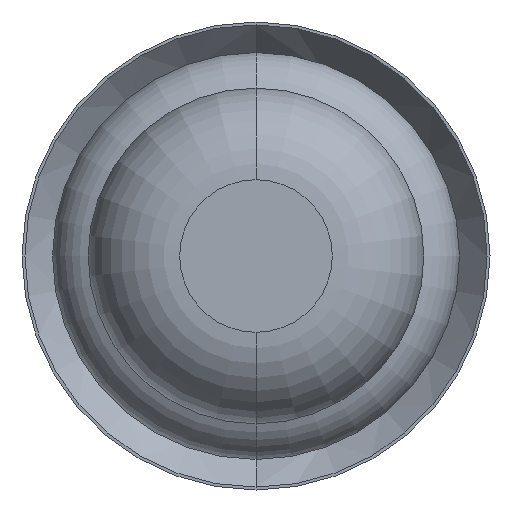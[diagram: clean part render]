
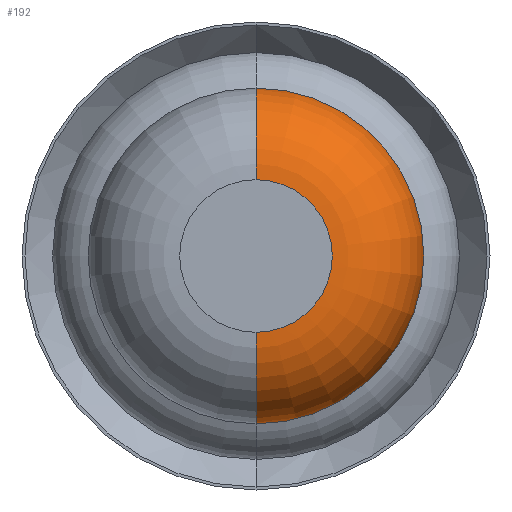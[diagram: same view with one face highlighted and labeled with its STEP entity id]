
A CAD part, front view. The second image highlights one B-rep face of the part: STEP entity #192.
In plain terms, the highlighted toroidal (fillet/blend) face has major radius 0.375 mm and minor radius 0.45 mm.
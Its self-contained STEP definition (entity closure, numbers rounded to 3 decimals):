
#65 = CARTESIAN_POINT ( 'NONE',  ( 0., -26.95, 0.375 ) ) ;
#169 = VERTEX_POINT ( 'NONE', #2406 ) ;
#192 = ADVANCED_FACE ( 'Defeature ausgef�hrt2_5', ( #4859 ), #3478, .T. ) ;
#214 = CARTESIAN_POINT ( 'NONE',  ( 0., -26.95, 0. ) ) ;
#367 = EDGE_CURVE ( 'NONE', #3343, #4380, #1230, .T. ) ;
#589 = AXIS2_PLACEMENT_3D ( 'NONE', #5260, #4796, #5226 ) ;
#652 = DIRECTION ( 'NONE',  ( 0., 0., 1. ) ) ;
#699 = AXIS2_PLACEMENT_3D ( 'NONE', #214, #4614, #652 ) ;
#1029 = EDGE_CURVE ( 'NONE', #169, #4226, #3338, .T. ) ;
#1032 = DIRECTION ( 'NONE',  ( 0., 0., 1. ) ) ;
#1113 = CARTESIAN_POINT ( 'NONE',  ( 0., -26.95, 0.825 ) ) ;
#1230 = CIRCLE ( 'NONE', #589, 0.45 ) ;
#1423 = DIRECTION ( 'NONE',  ( 0., 1., 0. ) ) ;
#1478 = DIRECTION ( 'NONE',  ( 0., 1., 0. ) ) ;
#1587 = AXIS2_PLACEMENT_3D ( 'NONE', #4890, #1423, #1032 ) ;
#1712 = AXIS2_PLACEMENT_3D ( 'NONE', #2428, #1478, #4140 ) ;
#2036 = CARTESIAN_POINT ( 'NONE',  ( 0., -27.4, -0.375 ) ) ;
#2198 = DIRECTION ( 'NONE',  ( 0., 0., 1. ) ) ;
#2267 = ORIENTED_EDGE ( 'NONE', *, *, #4053, .F. ) ;
#2406 = CARTESIAN_POINT ( 'NONE',  ( 0., -27.4, 0.375 ) ) ;
#2428 = CARTESIAN_POINT ( 'NONE',  ( 0., -26.95, 0. ) ) ;
#2485 = CIRCLE ( 'NONE', #1712, 0.825 ) ;
#2634 = EDGE_CURVE ( 'Defeature ausgef�hrt2_5+Defeature ausgef�hrt2_4+Defeature ausgef�hrt2_4+Defeature ausgef�hrt2_4', #169, #3343, #5663, .T. ) ;
#3119 = DIRECTION ( 'NONE',  ( -1., 0., 0. ) ) ;
#3338 = CIRCLE ( 'NONE', #3602, 0.45 ) ;
#3343 = VERTEX_POINT ( 'NONE', #2036 ) ;
#3478 = TOROIDAL_SURFACE ( 'NONE', #699, 0.375, 0.45 ) ;
#3493 = CARTESIAN_POINT ( 'NONE',  ( 0., -26.95, -0.825 ) ) ;
#3602 = AXIS2_PLACEMENT_3D ( 'NONE', #65, #3119, #2198 ) ;
#4053 = EDGE_CURVE ( 'Defeature ausgef�hrt2_6+Defeature ausgef�hrt2_5+Defeature ausgef�hrt2_5+Defeature ausgef�hrt2_5', #4226, #4380, #2485, .T. ) ;
#4140 = DIRECTION ( 'NONE',  ( 0., 0., 1. ) ) ;
#4226 = VERTEX_POINT ( 'NONE', #1113 ) ;
#4380 = VERTEX_POINT ( 'NONE', #3493 ) ;
#4441 = EDGE_LOOP ( 'NONE', ( #4488, #5126, #2267, #4563 ) ) ;
#4488 = ORIENTED_EDGE ( 'NONE', *, *, #2634, .T. ) ;
#4563 = ORIENTED_EDGE ( 'NONE', *, *, #1029, .F. ) ;
#4614 = DIRECTION ( 'NONE',  ( 0., 1., 0. ) ) ;
#4796 = DIRECTION ( 'NONE',  ( 1., 0., 0. ) ) ;
#4859 = FACE_OUTER_BOUND ( 'NONE', #4441, .T. ) ;
#4890 = CARTESIAN_POINT ( 'NONE',  ( 0., -27.4, 0. ) ) ;
#5126 = ORIENTED_EDGE ( 'NONE', *, *, #367, .T. ) ;
#5226 = DIRECTION ( 'NONE',  ( 0., 0., -1. ) ) ;
#5260 = CARTESIAN_POINT ( 'NONE',  ( 0., -26.95, -0.375 ) ) ;
#5663 = CIRCLE ( 'NONE', #1587, 0.375 ) ;
